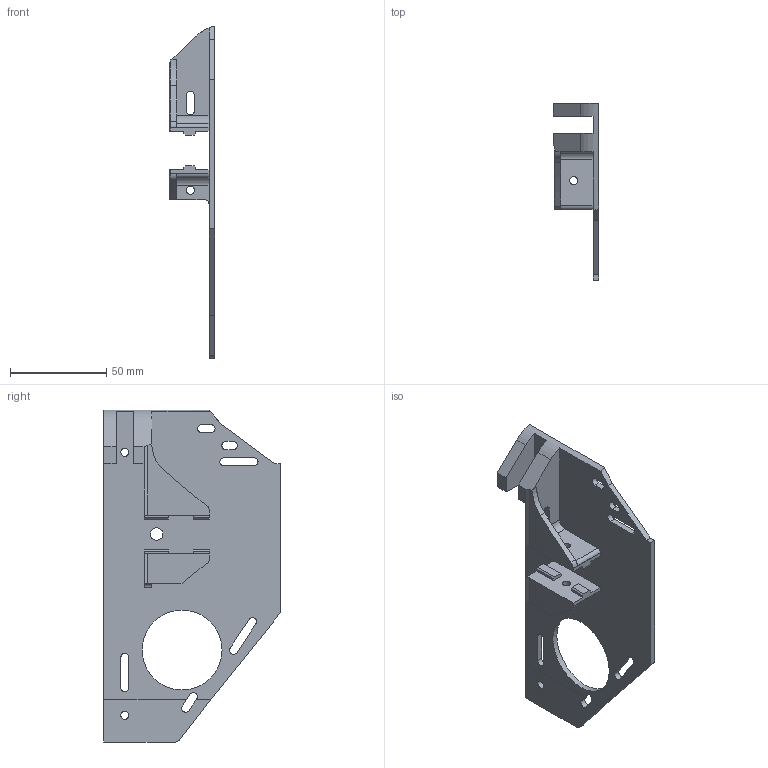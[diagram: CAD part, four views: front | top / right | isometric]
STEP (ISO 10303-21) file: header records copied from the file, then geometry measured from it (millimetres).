
FILE_DESCRIPTION(/* description */ (''),/* implementation_level */ '2;1');
FILE_NAME(/* name */ '',/* time_stamp */ '2025-02-17T16:16:09+03:00',/* author */ ('Phantom'),/* organization */ (''),/* preprocessor_version */ 'ST-DEVELOPER v20',/* originating_system */ 'Autodesk Inventor 2025',/* authorisation */ '');
FILE_SCHEMA (('AUTOMOTIVE_DESIGN { 1 0 10303 214 3 1 1 }'));
Length unit declared in the file: millimetre
Products named in the file (1): репление колёс 
СОВЕРШЕННОЕ ТОНКАЯ
Bounding box: 23.67 x 91.84 x 172.47 mm (x, y, z)
Volume: 51482.2 mm3; surface area: 34400.8 mm2
Topology: 2 solids, 2 shells, 977 faces, 2822 edges, 1882 vertices
Faces by surface type: bspline 525, plane 419, cylinder 33
Full cylindrical faces by diameter (mm): 4.2 x5, 6.5 x1, 41.5 x1
Entity records: 33237 total; most frequent: CARTESIAN_POINT 11001, ORIENTED_EDGE 5644, EDGE_CURVE 2822, DIRECTION 2745, VERTEX_POINT 1881, LINE 1695, VECTOR 1695, B_SPLINE_CURVE_WITH_KNOTS 1055
